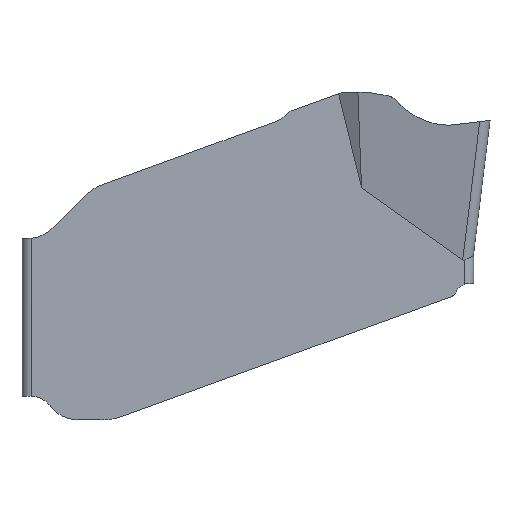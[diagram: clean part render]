
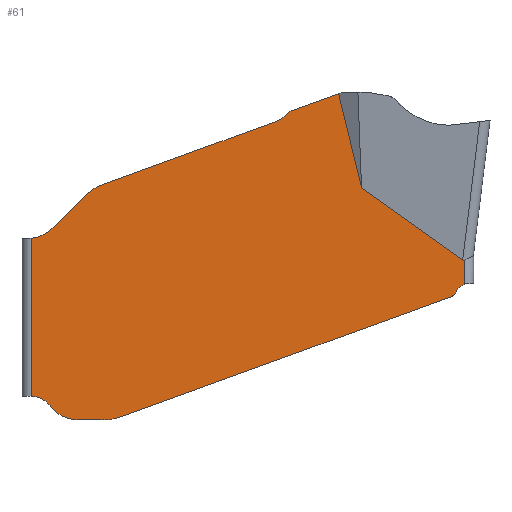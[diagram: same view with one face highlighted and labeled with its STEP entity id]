
A CAD part, left-side view. The second image highlights one B-rep face of the part: STEP entity #61.
In plain terms, the highlighted planar face has unit normal (-1, 0, 0).
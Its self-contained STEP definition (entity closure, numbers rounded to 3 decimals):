
#61=ADVANCED_FACE('',(#124),#103,.F.);
#103=PLANE('',#915);
#124=FACE_OUTER_BOUND('',#167,.T.);
#167=EDGE_LOOP('',(#407,#408,#409,#410,#411,#412,#413,#414,#415,#416,#417,
#418,#419,#420,#421,#422,#423,#424,#425,#426,#427,#428,#429,#430));
#218=CIRCLE('',#903,0.3);
#219=CIRCLE('',#905,0.2);
#220=CIRCLE('',#906,0.563);
#221=CIRCLE('',#907,1.);
#222=CIRCLE('',#909,0.8);
#223=CIRCLE('',#910,0.5);
#224=CIRCLE('',#911,0.75);
#225=CIRCLE('',#913,1.);
#226=CIRCLE('',#914,0.1);
#245=LINE('',#1360,#314);
#246=LINE('',#1375,#315);
#247=LINE('',#1379,#316);
#248=LINE('',#1381,#317);
#249=LINE('',#1383,#318);
#250=LINE('',#1389,#319);
#251=LINE('',#1403,#320);
#252=LINE('',#1410,#321);
#253=LINE('',#1421,#322);
#254=LINE('',#1425,#323);
#314=VECTOR('',#1016,1.);
#315=VECTOR('',#1023,1.);
#316=VECTOR('',#1026,1.);
#317=VECTOR('',#1027,1.);
#318=VECTOR('',#1028,1.);
#319=VECTOR('',#1033,1.);
#320=VECTOR('',#1038,1.);
#321=VECTOR('',#1045,1.);
#322=VECTOR('',#1050,1.);
#323=VECTOR('',#1053,1.);
#407=ORIENTED_EDGE('',*,*,#728,.F.);
#408=ORIENTED_EDGE('',*,*,#729,.T.);
#409=ORIENTED_EDGE('',*,*,#730,.T.);
#410=ORIENTED_EDGE('',*,*,#731,.T.);
#411=ORIENTED_EDGE('',*,*,#732,.T.);
#412=ORIENTED_EDGE('',*,*,#733,.F.);
#413=ORIENTED_EDGE('',*,*,#734,.F.);
#414=ORIENTED_EDGE('',*,*,#735,.F.);
#415=ORIENTED_EDGE('',*,*,#736,.F.);
#416=ORIENTED_EDGE('',*,*,#737,.F.);
#417=ORIENTED_EDGE('',*,*,#738,.F.);
#418=ORIENTED_EDGE('',*,*,#739,.F.);
#419=ORIENTED_EDGE('',*,*,#740,.F.);
#420=ORIENTED_EDGE('',*,*,#741,.F.);
#421=ORIENTED_EDGE('',*,*,#725,.T.);
#422=ORIENTED_EDGE('',*,*,#742,.F.);
#423=ORIENTED_EDGE('',*,*,#743,.F.);
#424=ORIENTED_EDGE('',*,*,#744,.F.);
#425=ORIENTED_EDGE('',*,*,#745,.F.);
#426=ORIENTED_EDGE('',*,*,#746,.F.);
#427=ORIENTED_EDGE('',*,*,#747,.F.);
#428=ORIENTED_EDGE('',*,*,#748,.F.);
#429=ORIENTED_EDGE('',*,*,#749,.F.);
#430=ORIENTED_EDGE('',*,*,#750,.F.);
#644=VERTEX_POINT('',#1359);
#645=VERTEX_POINT('',#1361);
#647=VERTEX_POINT('',#1373);
#648=VERTEX_POINT('',#1374);
#649=VERTEX_POINT('',#1376);
#650=VERTEX_POINT('',#1378);
#651=VERTEX_POINT('',#1380);
#652=VERTEX_POINT('',#1382);
#653=VERTEX_POINT('',#1384);
#654=VERTEX_POINT('',#1386);
#655=VERTEX_POINT('',#1388);
#656=VERTEX_POINT('',#1390);
#657=VERTEX_POINT('',#1392);
#658=VERTEX_POINT('',#1400);
#659=VERTEX_POINT('',#1402);
#660=VERTEX_POINT('',#1404);
#661=VERTEX_POINT('',#1407);
#662=VERTEX_POINT('',#1409);
#663=VERTEX_POINT('',#1411);
#664=VERTEX_POINT('',#1413);
#665=VERTEX_POINT('',#1418);
#666=VERTEX_POINT('',#1420);
#667=VERTEX_POINT('',#1422);
#668=VERTEX_POINT('',#1424);
#725=EDGE_CURVE('',#645,#644,#245,.T.);
#728=EDGE_CURVE('',#647,#648,#218,.T.);
#729=EDGE_CURVE('',#647,#649,#246,.T.);
#730=EDGE_CURVE('',#649,#650,#820,.T.);
#731=EDGE_CURVE('',#650,#651,#247,.T.);
#732=EDGE_CURVE('',#651,#652,#248,.T.);
#733=EDGE_CURVE('',#653,#652,#249,.T.);
#734=EDGE_CURVE('',#654,#653,#219,.T.);
#735=EDGE_CURVE('',#655,#654,#220,.T.);
#736=EDGE_CURVE('',#656,#655,#250,.T.);
#737=EDGE_CURVE('',#657,#656,#221,.T.);
#738=EDGE_CURVE('',#658,#657,#838,.T.);
#739=EDGE_CURVE('',#659,#658,#821,.T.);
#740=EDGE_CURVE('',#660,#659,#251,.T.);
#741=EDGE_CURVE('',#645,#660,#222,.T.);
#742=EDGE_CURVE('',#661,#644,#223,.T.);
#743=EDGE_CURVE('',#662,#661,#224,.T.);
#744=EDGE_CURVE('',#663,#662,#252,.T.);
#745=EDGE_CURVE('',#664,#663,#822,.T.);
#746=EDGE_CURVE('',#665,#664,#839,.T.);
#747=EDGE_CURVE('',#666,#665,#225,.T.);
#748=EDGE_CURVE('',#667,#666,#253,.T.);
#749=EDGE_CURVE('',#668,#667,#226,.T.);
#750=EDGE_CURVE('',#648,#668,#254,.T.);
#820=ELLIPSE('',#904,1.524,0.2);
#821=ELLIPSE('',#908,1.32,1.);
#822=ELLIPSE('',#912,1.46,1.);
#838=B_SPLINE_CURVE_WITH_KNOTS('',3,(#1393,#1394,#1395,#1396,#1397,#1398,
#1399),.UNSPECIFIED.,.F.,.F.,(4,3,4),(0.,0.212,1.),
 .UNSPECIFIED.);
#839=B_SPLINE_CURVE_WITH_KNOTS('',3,(#1414,#1415,#1416,#1417),
 .UNSPECIFIED.,.F.,.F.,(4,4),(0.,1.),.UNSPECIFIED.);
#903=AXIS2_PLACEMENT_3D('',#1372,#1021,#1022);
#904=AXIS2_PLACEMENT_3D('',#1377,#1024,#1025);
#905=AXIS2_PLACEMENT_3D('',#1385,#1029,#1030);
#906=AXIS2_PLACEMENT_3D('',#1387,#1031,#1032);
#907=AXIS2_PLACEMENT_3D('',#1391,#1034,#1035);
#908=AXIS2_PLACEMENT_3D('',#1401,#1036,#1037);
#909=AXIS2_PLACEMENT_3D('',#1405,#1039,#1040);
#910=AXIS2_PLACEMENT_3D('',#1406,#1041,#1042);
#911=AXIS2_PLACEMENT_3D('',#1408,#1043,#1044);
#912=AXIS2_PLACEMENT_3D('',#1412,#1046,#1047);
#913=AXIS2_PLACEMENT_3D('',#1419,#1048,#1049);
#914=AXIS2_PLACEMENT_3D('',#1423,#1051,#1052);
#915=AXIS2_PLACEMENT_3D('',#1426,#1054,#1055);
#1016=DIRECTION('',(0.,0.,-1.));
#1021=DIRECTION('',(-1.,0.,0.));
#1022=DIRECTION('',(0.,0.,-1.));
#1023=DIRECTION('',(0.,0.,1.));
#1024=DIRECTION('',(1.,0.,0.));
#1025=DIRECTION('',(0.,0.122,-0.993));
#1026=DIRECTION('',(0.,0.814,0.581));
#1027=DIRECTION('',(0.,0.237,0.971));
#1028=DIRECTION('',(0.,-0.94,0.342));
#1029=DIRECTION('',(1.,0.,0.));
#1030=DIRECTION('',(0.,0.,-1.));
#1031=DIRECTION('',(-1.,0.,0.));
#1032=DIRECTION('',(0.,0.,-1.));
#1033=DIRECTION('',(0.,-0.94,0.342));
#1034=DIRECTION('',(1.,0.,0.));
#1035=DIRECTION('',(0.,0.,-1.));
#1036=DIRECTION('',(1.,0.,0.));
#1037=DIRECTION('',(0.,0.707,-0.707));
#1038=DIRECTION('',(0.,-0.707,0.707));
#1039=DIRECTION('',(-1.,0.,0.));
#1040=DIRECTION('',(0.,0.,-1.));
#1041=DIRECTION('',(-1.,0.,0.));
#1042=DIRECTION('',(0.,0.,-1.));
#1043=DIRECTION('',(1.,0.,0.));
#1044=DIRECTION('',(0.,0.,-1.));
#1045=DIRECTION('',(0.,1.,0.));
#1046=DIRECTION('',(1.,0.,0.));
#1047=DIRECTION('',(0.,-1.,0.));
#1048=DIRECTION('',(1.,0.,0.));
#1049=DIRECTION('',(0.,0.,-1.));
#1050=DIRECTION('',(0.,0.94,-0.342));
#1051=DIRECTION('',(1.,0.,0.));
#1052=DIRECTION('',(0.,0.,-1.));
#1053=DIRECTION('',(0.,0.5,-0.866));
#1054=DIRECTION('',(1.,0.,0.));
#1055=DIRECTION('',(0.,0.,-1.));
#1359=CARTESIAN_POINT('',(-0.8,4.8,-5.9));
#1360=CARTESIAN_POINT('',(-0.8,4.8,-7.9));
#1361=CARTESIAN_POINT('',(-0.8,4.8,-2.524));
#1372=CARTESIAN_POINT('',(-0.8,-4.55,-3.789));
#1373=CARTESIAN_POINT('',(-0.8,-4.45,-3.506));
#1374=CARTESIAN_POINT('',(-0.8,-4.29,-3.639));
#1375=CARTESIAN_POINT('',(-0.8,-4.45,-2.851));
#1376=CARTESIAN_POINT('',(-0.8,-4.45,-2.986));
#1377=CARTESIAN_POINT('',(-0.8,-4.617,-1.478));
#1378=CARTESIAN_POINT('',(-0.8,-4.418,-2.985));
#1379=CARTESIAN_POINT('',(-0.8,-4.227,-2.849));
#1380=CARTESIAN_POINT('',(-0.8,-2.254,-1.442));
#1381=CARTESIAN_POINT('',(-0.8,-2.435,-2.18));
#1382=CARTESIAN_POINT('',(-0.8,-1.763,0.568));
#1383=CARTESIAN_POINT('',(-0.8,-0.024,-0.066));
#1384=CARTESIAN_POINT('',(-0.8,-0.753,0.2));
#1385=CARTESIAN_POINT('',(-0.8,-0.822,0.012));
#1386=CARTESIAN_POINT('',(-0.8,-0.669,0.141));
#1387=CARTESIAN_POINT('',(-0.8,-0.24,0.506));
#1388=CARTESIAN_POINT('',(-0.8,-0.433,-0.023));
#1389=CARTESIAN_POINT('',(-0.8,-0.058,-0.16));
#1390=CARTESIAN_POINT('',(-0.8,3.281,-1.375));
#1391=CARTESIAN_POINT('',(-0.8,2.939,-2.315));
#1392=CARTESIAN_POINT('',(-0.8,3.585,-1.551));
#1393=CARTESIAN_POINT('',(-0.8,3.601,-1.566));
#1394=CARTESIAN_POINT('',(-0.8,3.6,-1.564));
#1395=CARTESIAN_POINT('',(-0.8,3.599,-1.563));
#1396=CARTESIAN_POINT('',(-0.8,3.598,-1.562));
#1397=CARTESIAN_POINT('',(-0.8,3.593,-1.558));
#1398=CARTESIAN_POINT('',(-0.8,3.589,-1.555));
#1399=CARTESIAN_POINT('',(-0.8,3.585,-1.551));
#1400=CARTESIAN_POINT('',(-0.8,3.601,-1.566));
#1401=CARTESIAN_POINT('',(-0.8,2.955,-2.331));
#1402=CARTESIAN_POINT('',(-0.8,3.662,-1.623));
#1403=CARTESIAN_POINT('',(-0.8,1.019,1.019));
#1404=CARTESIAN_POINT('',(-0.8,4.334,-2.296));
#1405=CARTESIAN_POINT('',(-0.8,4.9,-1.73));
#1406=CARTESIAN_POINT('',(-0.8,4.8,-6.4));
#1407=CARTESIAN_POINT('',(-0.8,4.4,-6.1));
#1408=CARTESIAN_POINT('',(-0.8,3.8,-5.65));
#1409=CARTESIAN_POINT('',(-0.8,3.8,-6.4));
#1410=CARTESIAN_POINT('',(-0.8,0.,-6.4));
#1411=CARTESIAN_POINT('',(-0.8,3.314,-6.4));
#1412=CARTESIAN_POINT('',(-0.8,3.314,-5.4));
#1413=CARTESIAN_POINT('',(-0.8,3.08,-6.387));
#1414=CARTESIAN_POINT('',(-0.8,3.025,-6.378));
#1415=CARTESIAN_POINT('',(-0.8,3.044,-6.382));
#1416=CARTESIAN_POINT('',(-0.8,3.062,-6.385));
#1417=CARTESIAN_POINT('',(-0.8,3.08,-6.387));
#1418=CARTESIAN_POINT('',(-0.8,3.025,-6.378));
#1419=CARTESIAN_POINT('',(-0.8,3.233,-5.4));
#1420=CARTESIAN_POINT('',(-0.8,2.891,-6.34));
#1421=CARTESIAN_POINT('',(-0.8,-1.699,-4.669));
#1422=CARTESIAN_POINT('',(-0.8,-4.192,-3.762));
#1423=CARTESIAN_POINT('',(-0.8,-4.158,-3.668));
#1424=CARTESIAN_POINT('',(-0.8,-4.245,-3.718));
#1425=CARTESIAN_POINT('',(-0.8,-4.793,-2.767));
#1426=CARTESIAN_POINT('',(-0.8,0.,0.));
